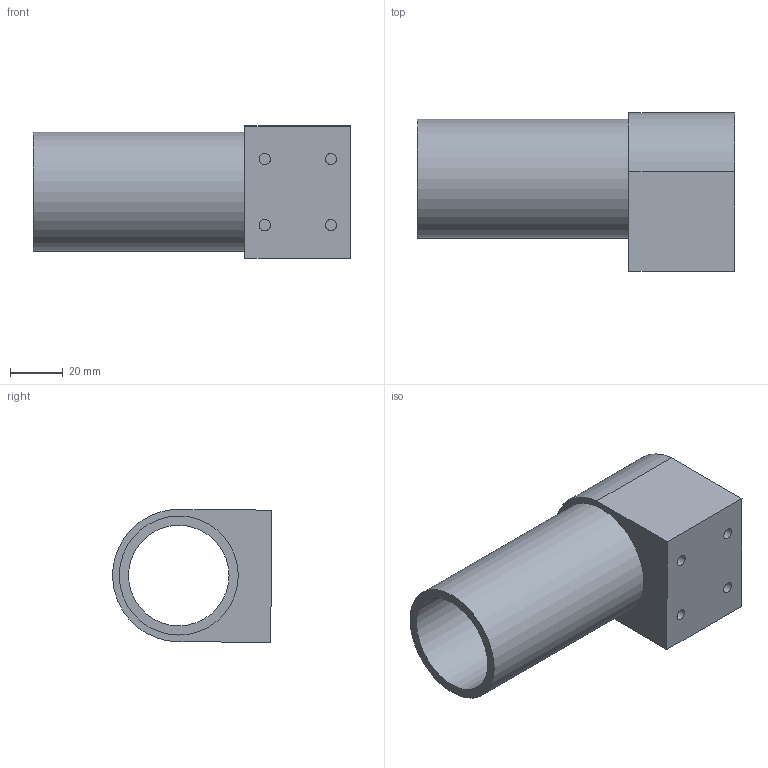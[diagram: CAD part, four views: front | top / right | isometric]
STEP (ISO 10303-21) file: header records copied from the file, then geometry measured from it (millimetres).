
FILE_DESCRIPTION(/* description */ (''),/* implementation_level */ '2;1');
FILE_NAME(/* name */ 'element02 v8.step',/* time_stamp */ '2018-01-05T18:37:00-05:00',/* author */ ('weisenburger'),/* organization */ (''),/* preprocessor_version */ 'ST-DEVELOPER v16.13',/* originating_system */ 'Autodesk Translation Framework v6.5.0.72',/* authorisation */ '');
FILE_SCHEMA (('AUTOMOTIVE_DESIGN { 1 0 10303 214 3 1 1 }'));
Length unit declared in the file: millimetre
Products named in the file (1): element02
Bounding box: 120 x 60 x 50.14 mm (x, y, z)
Volume: 99541.4 mm3; surface area: 37425.1 mm2
Topology: 1 solids, 1 shells, 17 faces, 31 edges, 21 vertices
Faces by surface type: plane 10, cylinder 7
Full cylindrical faces by diameter (mm): 4.234 x4, 38 x1, 45 x1
Entity records: 472 total; most frequent: DIRECTION 82, CARTESIAN_POINT 70, ORIENTED_EDGE 62, AXIS2_PLACEMENT_3D 33, EDGE_CURVE 31, EDGE_LOOP 24, VERTEX_POINT 21, FACE_OUTER_BOUND 17
